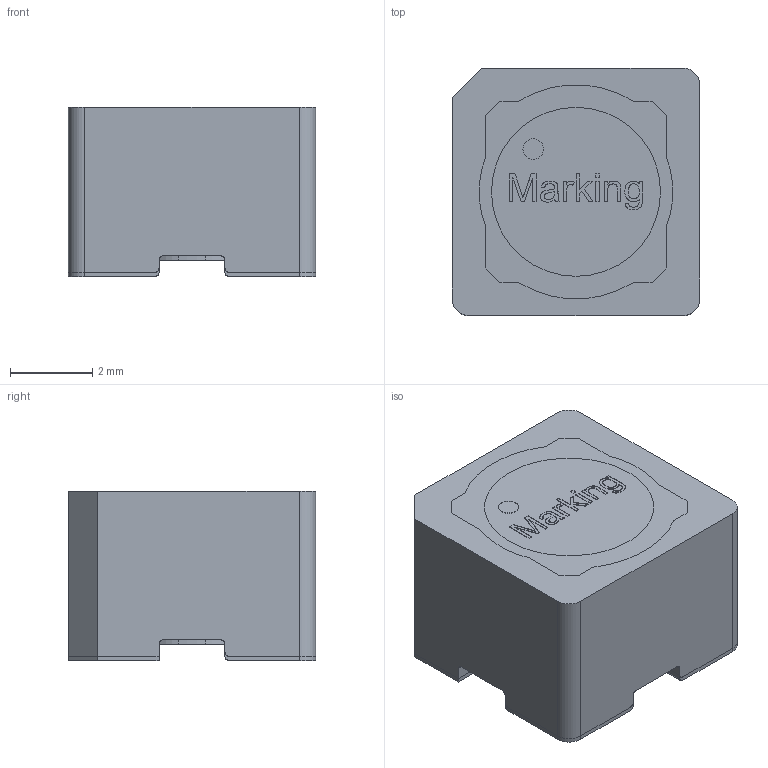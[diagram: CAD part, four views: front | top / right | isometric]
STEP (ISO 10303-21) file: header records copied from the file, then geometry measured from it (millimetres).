
FILE_DESCRIPTION( ( 'Unknown' ), '1' );
FILE_NAME( '6040_7448844xxx.stp', 'Unknown', ( 'Unknown' ), ( 'Unknown' ), 'PSStep 17.0.49', 'Unknown', ' ' );
FILE_SCHEMA( ( 'AUTOMOTIVE_DESIGN { 1 0 10303 214 1 1 1 1 }' ) );
Length unit declared in the file: millimetre
Products named in the file (6): Assem1; Housing; Core; Glue
Assembly tree (5 placements, depth 2):
  Assem1
    Housing
    Core
    Glue
    Glue
    Glue
Bounding box: 6 x 6 x 4.1 mm (x, y, z)
Surface area: 570.9 mm2
Topology: 5 solids, 5 shells, 373 faces, 1019 edges, 680 vertices
Faces by surface type: plane 244, cylinder 87, extrusion 32, cone 8, sphere 2
Full cylindrical faces by diameter (mm): 0.5 x2, 1.5 x2, 4.1 x3
Entity records: 16436 total; most frequent: CARTESIAN_POINT 4331, ORIENTED_EDGE 2008, DIRECTION 1626, EDGE_CURVE 1004, VERTEX_POINT 678, VECTOR 552, AXIS2_PLACEMENT_3D 537, LINE 520
